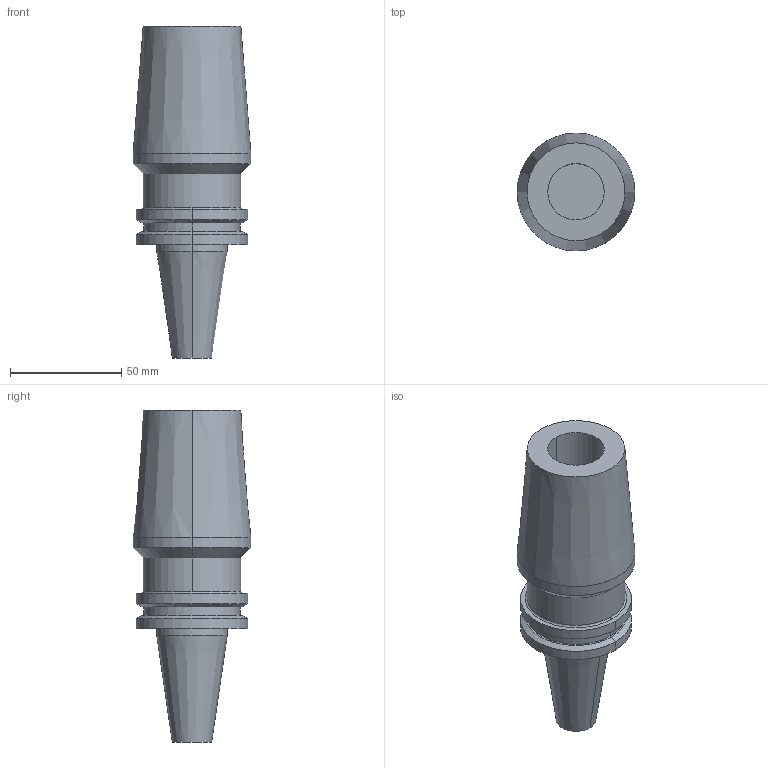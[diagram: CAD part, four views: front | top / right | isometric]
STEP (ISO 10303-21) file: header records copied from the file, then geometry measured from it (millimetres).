
FILE_DESCRIPTION (( 'STEP AP203' ), '1' );
FILE_NAME ('STP-SATE-64110.STEP', '2020-07-01T05:23:14', ( '' ), ( '' ), 'SwSTEP 2.0', 'SolidWorks 2017', '' );
FILE_SCHEMA (( 'CONFIG_CONTROL_DESIGN' ));
Length unit declared in the file: millimetre
Products named in the file (1): STP-SATE-64110
Bounding box: 53 x 53 x 149.4 mm (x, y, z)
Volume: 173249.3 mm3; surface area: 28798.2 mm2
Topology: 1 solids, 1 shells, 48 faces, 98 edges, 59 vertices
Faces by surface type: cylinder 22, cone 14, plane 10, torus 2
Entity records: 1337 total; most frequent: DIRECTION 254, CARTESIAN_POINT 204, ORIENTED_EDGE 192, AXIS2_PLACEMENT_3D 109, EDGE_CURVE 96, CIRCLE 60, VERTEX_POINT 59, EDGE_LOOP 57
